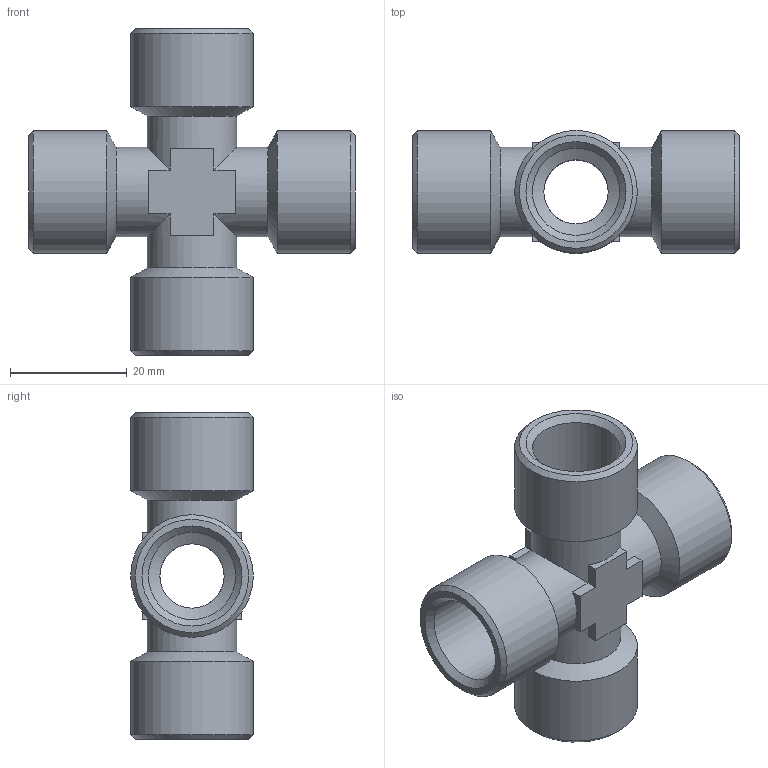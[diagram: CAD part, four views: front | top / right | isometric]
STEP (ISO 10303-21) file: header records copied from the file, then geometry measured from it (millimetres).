
FILE_DESCRIPTION(( 'RA.26.38.38.STP' ), '1');
FILE_NAME( 'RA.26.38.38.STP', '2018-11-09T15:47:15',( 'Sopra'),('sopra-pneumatic.com'), 'SwSTEP 2.0','SolidWorks 2009','' );
FILE_SCHEMA (('AUTOMOTIVE_DESIGN { 1 0 10303 214 1 1 1 1 }'));
Length unit declared in the file: millimetre
Products named in the file (2): Root; 60204
Assembly tree (1 placements, depth 2):
  Root
    60204
Bounding box: 56 x 21 x 56 mm (x, y, z)
Volume: 13932.3 mm3; surface area: 10618.3 mm2
Topology: 1 solids, 1 shells, 62 faces, 152 edges, 90 vertices
Faces by surface type: plane 30, cone 16, cylinder 16
Full cylindrical faces by diameter (mm): 11 x4, 14.95 x4, 15.3 x4, 21 x4
Entity records: 2728 total; most frequent: DIRECTION 288, CARTESIAN_POINT 258, PRESENTATION_STYLE_ASSIGNMENT 225, COLOUR_RGB 225, DRAUGHTING_PRE_DEFINED_CURVE_FONT 224, CURVE_STYLE 224, OVER_RIDING_STYLED_ITEM 224, ORIENTED_EDGE 224
